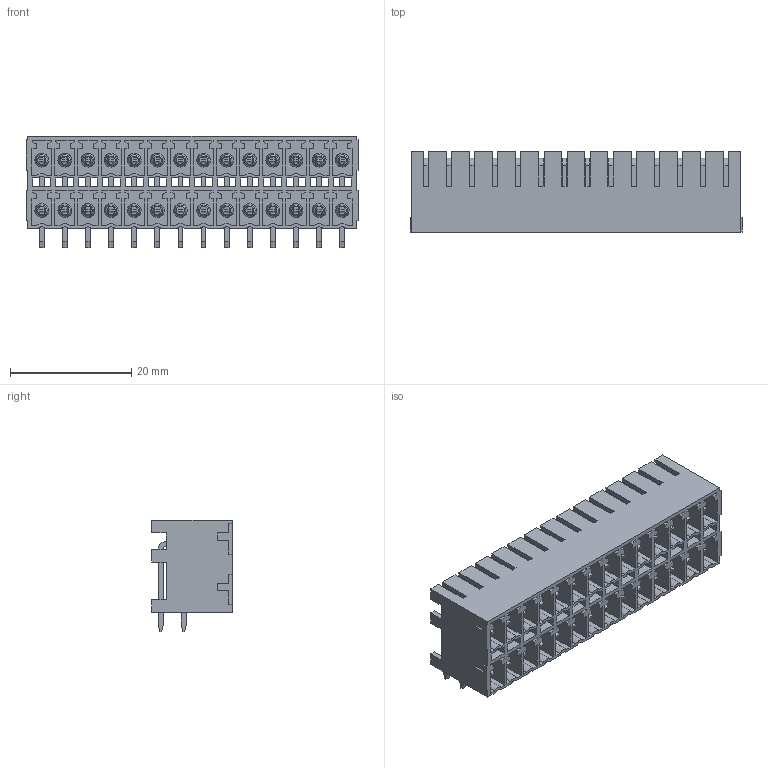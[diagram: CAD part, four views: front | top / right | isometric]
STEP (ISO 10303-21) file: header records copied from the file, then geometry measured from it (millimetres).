
FILE_DESCRIPTION(('CATIA V5 STEP Exchange','CAx-IF Rec.Pracs.--- Model Styling and Organization---1.2---2011-12-15'),'2;1');
FILE_NAME ('D1447470_0_1039080000_1039080000.stp','2018-10-04T10:00:58+00:00',('none'),('Weidmueller'),'CATIA Version 5-6 Release 2014','CATIA V5 STEP AP214','none');
FILE_SCHEMA(('AUTOMOTIVE_DESIGN { 1 0 10303 214 1 1 1 1 }'));
Length unit declared in the file: millimetre
Products named in the file (1): 1039080000
Bounding box: 54.73 x 13.3 x 18.4 mm (x, y, z)
Volume: 4016 mm3; surface area: 12414.1 mm2
Topology: 29 solids, 29 shells, 1936 faces, 5396 edges, 3560 vertices
Faces by surface type: plane 1558, cylinder 210, torus 112, cone 56
Entity records: 54488 total; most frequent: ORIENTED_EDGE 10792, CARTESIAN_POINT 9836, DIRECTION 6664, EDGE_CURVE 5396, VECTOR 4640, LINE 4640, VERTEX_POINT 3560, EDGE_LOOP 2062
